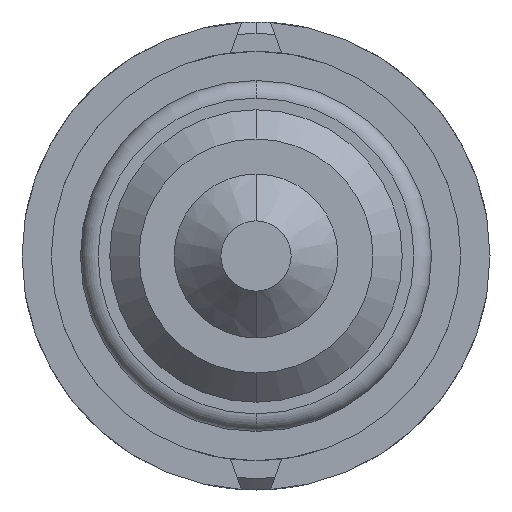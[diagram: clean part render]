
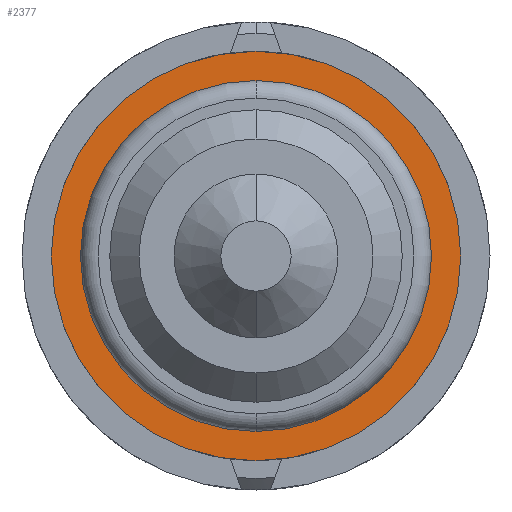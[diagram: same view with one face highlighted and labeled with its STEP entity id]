
A CAD part, front view. The second image highlights one B-rep face of the part: STEP entity #2377.
In plain terms, the highlighted planar face has unit normal (0, -1, 0).
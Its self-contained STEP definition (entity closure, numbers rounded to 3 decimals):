
#63 = AXIS2_PLACEMENT_3D ( 'NONE', #6134, #7427, #546 ) ;
#546 = DIRECTION ( 'NONE',  ( 0., 0., -1. ) ) ;
#579 = CARTESIAN_POINT ( 'NONE',  ( 0., 20., 1.75 ) ) ;
#597 = EDGE_LOOP ( 'NONE', ( #3688, #7921 ) ) ;
#872 = CARTESIAN_POINT ( 'NONE',  ( 0., 20., 0. ) ) ;
#1121 = CARTESIAN_POINT ( 'NONE',  ( 1.5, 20., 0. ) ) ;
#1388 = AXIS2_PLACEMENT_3D ( 'NONE', #5990, #2267, #4782 ) ;
#1438 = AXIS2_PLACEMENT_3D ( 'NONE', #2067, #6415, #2707 ) ;
#1617 = DIRECTION ( 'NONE',  ( 0., 0., -1. ) ) ;
#1887 = EDGE_CURVE ( 'Defeature ausgef�hrt1_10+Defeature ausgef�hrt1_11+Defeature ausgef�hrt1_11+Defeature ausgef�hrt1_11', #6708, #3549, #4504, .T. ) ;
#2067 = CARTESIAN_POINT ( 'NONE',  ( 0., 20., 0. ) ) ;
#2167 = CIRCLE ( 'NONE', #1438, 1.5 ) ;
#2267 = DIRECTION ( 'NONE',  ( 0., -1., 0. ) ) ;
#2274 = DIRECTION ( 'NONE',  ( 0., -1., 0. ) ) ;
#2377 = ADVANCED_FACE ( 'Defeature ausgef�hrt1_10', ( #7043, #6745 ), #4225, .T. ) ;
#2639 = CARTESIAN_POINT ( 'NONE',  ( 0., 20., -1.5 ) ) ;
#2707 = DIRECTION ( 'NONE',  ( 0., 0., -1. ) ) ;
#2922 = EDGE_CURVE ( 'Defeature ausgef�hrt1_9+Defeature ausgef�hrt1_10+Defeature ausgef�hrt1_10+Defeature ausgef�hrt1_10', #7682, #7948, #2167, .T. ) ;
#3247 = CARTESIAN_POINT ( 'NONE',  ( 0., 20., 1.5 ) ) ;
#3264 = DIRECTION ( 'NONE',  ( 0., -1., 0. ) ) ;
#3265 = CIRCLE ( 'NONE', #7213, 1.5 ) ;
#3442 = ORIENTED_EDGE ( 'NONE', *, *, #2922, .F. ) ;
#3549 = VERTEX_POINT ( 'NONE', #6544 ) ;
#3688 = ORIENTED_EDGE ( 'NONE', *, *, #4150, .T. ) ;
#3764 = EDGE_LOOP ( 'NONE', ( #6403, #3442 ) ) ;
#4150 = EDGE_CURVE ( 'Defeature ausgef�hrt1_10+Defeature ausgef�hrt1_11+Defeature ausgef�hrt1_11+Defeature ausgef�hrt1_11', #3549, #6708, #4184, .T. ) ;
#4154 = AXIS2_PLACEMENT_3D ( 'NONE', #1121, #2274, #1617 ) ;
#4184 = CIRCLE ( 'NONE', #1388, 1.75 ) ;
#4225 = PLANE ( 'NONE',  #4154 ) ;
#4504 = CIRCLE ( 'NONE', #63, 1.75 ) ;
#4782 = DIRECTION ( 'NONE',  ( 0., 0., -1. ) ) ;
#5990 = CARTESIAN_POINT ( 'NONE',  ( 0., 20., 0. ) ) ;
#6134 = CARTESIAN_POINT ( 'NONE',  ( 0., 20., 0. ) ) ;
#6394 = EDGE_CURVE ( 'Defeature ausgef�hrt1_9+Defeature ausgef�hrt1_10+Defeature ausgef�hrt1_10+Defeature ausgef�hrt1_10', #7948, #7682, #3265, .T. ) ;
#6403 = ORIENTED_EDGE ( 'NONE', *, *, #6394, .F. ) ;
#6407 = DIRECTION ( 'NONE',  ( 0., 0., -1. ) ) ;
#6415 = DIRECTION ( 'NONE',  ( 0., -1., 0. ) ) ;
#6544 = CARTESIAN_POINT ( 'NONE',  ( 0., 20., -1.75 ) ) ;
#6708 = VERTEX_POINT ( 'NONE', #579 ) ;
#6745 = FACE_BOUND ( 'NONE', #3764, .T. ) ;
#7043 = FACE_OUTER_BOUND ( 'NONE', #597, .T. ) ;
#7213 = AXIS2_PLACEMENT_3D ( 'NONE', #872, #3264, #6407 ) ;
#7427 = DIRECTION ( 'NONE',  ( 0., -1., 0. ) ) ;
#7682 = VERTEX_POINT ( 'NONE', #3247 ) ;
#7921 = ORIENTED_EDGE ( 'NONE', *, *, #1887, .T. ) ;
#7948 = VERTEX_POINT ( 'NONE', #2639 ) ;
